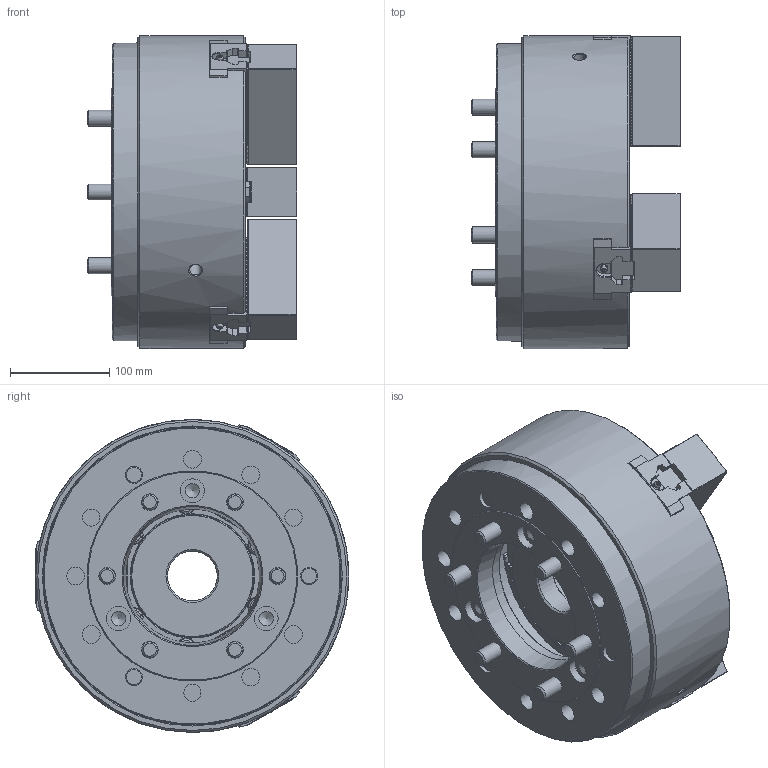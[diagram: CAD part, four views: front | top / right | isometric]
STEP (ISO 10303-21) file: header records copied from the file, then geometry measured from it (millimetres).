
FILE_DESCRIPTION(/* description */ ('Unknown'),/* implementation_level */ '2;1');
FILE_NAME(/* name */ 'BB212A8 SOLID',/* time_stamp */ '2018-04-19T11:10:52+01:00',/* author */ ('Unknown'),/* organization */ ('Unknown'),/* preprocessor_version */ 'ST-DEVELOPER v16.7',/* originating_system */ 'DEX',/* authorisation */ $);
FILE_SCHEMA (('AUTOMOTIVE_DESIGN {1 0 10303 214 3 1 1}'));
Products named in the file (1): BB212A8
Bounding box: 210.73 x 315.74 x 315 mm (x, y, z)
Volume: 9129785.4 mm3; surface area: 764626.4 mm2
Topology: 1 solids, 28 shells, 4418 faces, 15474 edges, 9860 vertices
Faces by surface type: plane 3648, cylinder 342, cone 268, bspline 91, torus 51, sphere 18
Full cylindrical faces by diameter (mm): 2 x3, 3 x3, 3.8 x27, 4.917 x4, 5.188 x3, 6 x13, 6.6 x3, 8.5 x6, 9 x3, 10 x15, 10.5 x3, 11 x9, 12 x2, 12.5 x2, 14 x6, 16 x24, 17 x18, 17.294 x6, 17.835 x3, 18 x3, 20 x3, 21 x3, 24 x12, 24.21 x3, 25 x12, 30 x3, 32 x3, 50 x1, 106 x2, 109 x2
Entity records: 193121 total; most frequent: CARTESIAN_POINT 31247, ORIENTED_EDGE 29494, DIRECTION 24481, EDGE_CURVE 14747, LINE 12945, VECTOR 12945, VERTEX_POINT 9658, AXIS2_PLACEMENT_3D 5768
